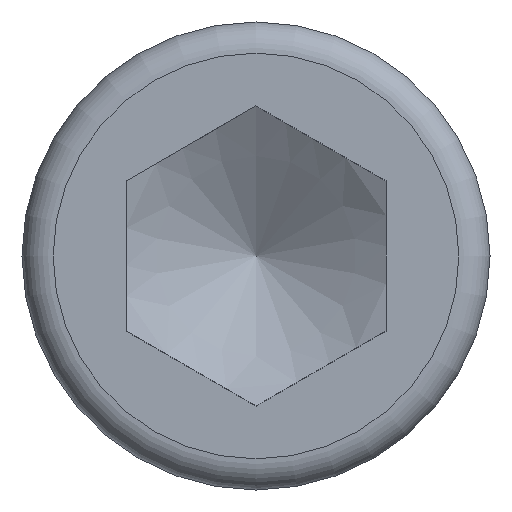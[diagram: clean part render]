
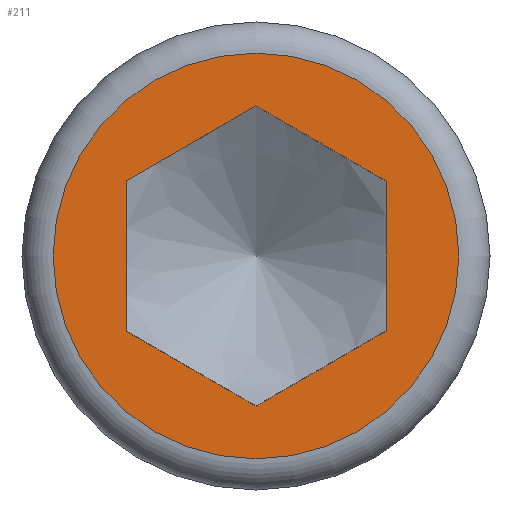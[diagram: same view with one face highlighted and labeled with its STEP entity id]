
A CAD part, left-side view. The second image highlights one B-rep face of the part: STEP entity #211.
In plain terms, the highlighted planar face has unit normal (-1, 0, 0).
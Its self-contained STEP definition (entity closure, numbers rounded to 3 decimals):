
#21=LINE('',#326,#33);
#22=LINE('',#328,#34);
#23=LINE('',#330,#35);
#24=LINE('',#332,#36);
#25=LINE('',#334,#37);
#26=LINE('',#335,#38);
#33=VECTOR('',#274,5.774);
#34=VECTOR('',#275,5.774);
#35=VECTOR('',#276,5.774);
#36=VECTOR('',#277,5.774);
#37=VECTOR('',#278,5.774);
#38=VECTOR('',#279,5.774);
#49=PLANE('',#235);
#63=FACE_BOUND('',#92,.T.);
#71=FACE_OUTER_BOUND('',#91,.T.);
#91=EDGE_LOOP('',(#164));
#92=EDGE_LOOP('',(#165,#166,#167,#168,#169,#170));
#107=CIRCLE('',#233,7.8);
#114=VERTEX_POINT('',#319);
#116=VERTEX_POINT('',#324);
#117=VERTEX_POINT('',#325);
#118=VERTEX_POINT('',#327);
#119=VERTEX_POINT('',#329);
#120=VERTEX_POINT('',#331);
#121=VERTEX_POINT('',#333);
#133=EDGE_CURVE('',#114,#114,#107,.T.);
#135=EDGE_CURVE('',#116,#117,#21,.T.);
#136=EDGE_CURVE('',#117,#118,#22,.T.);
#137=EDGE_CURVE('',#118,#119,#23,.T.);
#138=EDGE_CURVE('',#119,#120,#24,.T.);
#139=EDGE_CURVE('',#120,#121,#25,.T.);
#140=EDGE_CURVE('',#121,#116,#26,.T.);
#164=ORIENTED_EDGE('',*,*,#133,.F.);
#165=ORIENTED_EDGE('',*,*,#135,.T.);
#166=ORIENTED_EDGE('',*,*,#136,.T.);
#167=ORIENTED_EDGE('',*,*,#137,.T.);
#168=ORIENTED_EDGE('',*,*,#138,.T.);
#169=ORIENTED_EDGE('',*,*,#139,.T.);
#170=ORIENTED_EDGE('',*,*,#140,.T.);
#211=ADVANCED_FACE('',(#71,#63),#49,.T.);
#233=AXIS2_PLACEMENT_3D('',#320,#268,#269);
#235=AXIS2_PLACEMENT_3D('',#323,#272,#273);
#268=DIRECTION('center_axis',(1.,0.,0.));
#269=DIRECTION('ref_axis',(0.,-1.,0.));
#272=DIRECTION('center_axis',(-1.,0.,0.));
#273=DIRECTION('ref_axis',(0.,0.,1.));
#274=DIRECTION('',(0.,0.,1.));
#275=DIRECTION('',(0.,-0.866,0.5));
#276=DIRECTION('',(0.,-0.866,-0.5));
#277=DIRECTION('',(0.,0.,-1.));
#278=DIRECTION('',(0.,0.866,-0.5));
#279=DIRECTION('',(0.,0.866,0.5));
#319=CARTESIAN_POINT('',(-12.,7.8,0.));
#320=CARTESIAN_POINT('Origin',(-12.,0.,0.));
#323=CARTESIAN_POINT('Origin',(-12.,7.387,0.));
#324=CARTESIAN_POINT('',(-12.,5.,-2.887));
#325=CARTESIAN_POINT('',(-12.,5.,2.887));
#326=CARTESIAN_POINT('',(-12.,5.,1.443));
#327=CARTESIAN_POINT('',(-12.,0.,5.774));
#328=CARTESIAN_POINT('',(-12.,1.25,5.052));
#329=CARTESIAN_POINT('',(-12.,-5.,2.887));
#330=CARTESIAN_POINT('',(-12.,-3.75,3.608));
#331=CARTESIAN_POINT('',(-12.,-5.,-2.887));
#332=CARTESIAN_POINT('',(-12.,-5.,-1.443));
#333=CARTESIAN_POINT('',(-12.,0.,-5.774));
#334=CARTESIAN_POINT('',(-12.,-1.25,-5.052));
#335=CARTESIAN_POINT('',(-12.,3.75,-3.608));
